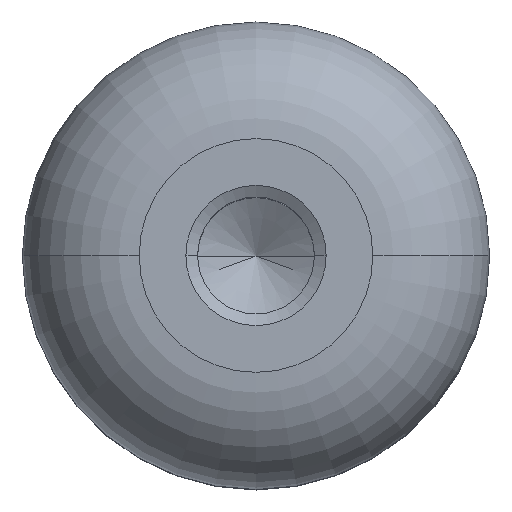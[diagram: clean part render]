
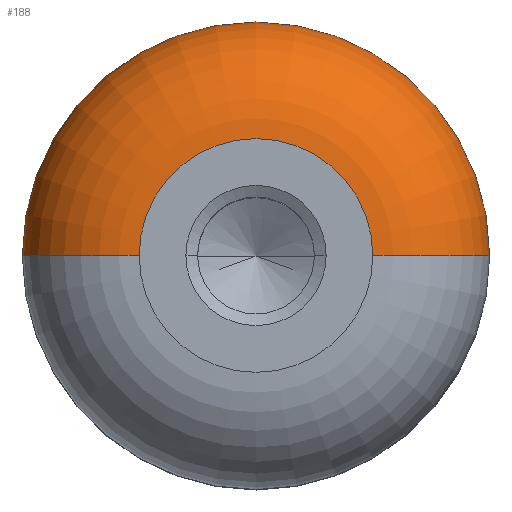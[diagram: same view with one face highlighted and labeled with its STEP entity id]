
A CAD part, top view. The second image highlights one B-rep face of the part: STEP entity #188.
In plain terms, the highlighted toroidal (fillet/blend) face has major radius 2.5 mm and minor radius 2.5 mm.
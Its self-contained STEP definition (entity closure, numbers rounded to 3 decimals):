
#168=EDGE_CURVE('',#250,#290,#416,.T.);
#174=EDGE_CURVE('',#250,#202,#422,.T.);
#188=ADVANCED_FACE('',(#439),#440,.T.);
#202=VERTEX_POINT('',#457);
#246=EDGE_CURVE('',#202,#350,#506,.T.);
#250=VERTEX_POINT('',#511);
#290=VERTEX_POINT('',#554);
#336=EDGE_CURVE('',#350,#290,#605,.T.);
#350=VERTEX_POINT('',#621);
#416=CIRCLE('',#691,2.5);
#422=CIRCLE('',#700,2.5);
#439=FACE_OUTER_BOUND('',#718,.T.);
#440=TOROIDAL_SURFACE('',#719,2.5,2.5);
#457=CARTESIAN_POINT('',(5.0,0.,7.5));
#506=CIRCLE('',#799,5.0);
#511=CARTESIAN_POINT('',(2.5,0.,10.0));
#554=CARTESIAN_POINT('',(-2.5,0.,10.0));
#605=CIRCLE('',#935,2.5);
#621=CARTESIAN_POINT('',(-5.0,0.,7.5));
#691=AXIS2_PLACEMENT_3D('',#1023,#1024,#1025);
#700=AXIS2_PLACEMENT_3D('',#1027,#1028,#1029);
#718=EDGE_LOOP('',(#1056,#1057,#1058,#1059));
#719=AXIS2_PLACEMENT_3D('',#1060,#1061,#1062);
#799=AXIS2_PLACEMENT_3D('',#1153,#1154,#1155);
#935=AXIS2_PLACEMENT_3D('',#1272,#1273,#1274);
#1023=CARTESIAN_POINT('',(0.0,0.,10.0));
#1024=DIRECTION('',(0.0,0.0,1.0));
#1025=DIRECTION('',(-1.0,0.,0.0));
#1027=CARTESIAN_POINT('',(2.5,0.,7.5));
#1028=DIRECTION('',(0.,1.0,0.0));
#1029=DIRECTION('',(1.0,0.,0.0));
#1056=ORIENTED_EDGE('',*,*,#336,.T.);
#1057=ORIENTED_EDGE('',*,*,#168,.F.);
#1058=ORIENTED_EDGE('',*,*,#174,.T.);
#1059=ORIENTED_EDGE('',*,*,#246,.T.);
#1060=CARTESIAN_POINT('',(0.0,0.,7.5));
#1061=DIRECTION('',(0.0,0.0,1.0));
#1062=DIRECTION('',(-1.0,0.,0.0));
#1153=CARTESIAN_POINT('',(0.0,0.,7.5));
#1154=DIRECTION('',(0.0,0.0,1.0));
#1155=DIRECTION('',(-1.0,0.,0.0));
#1272=CARTESIAN_POINT('',(-2.5,0.,7.5));
#1273=DIRECTION('',(0.,1.0,-0.0));
#1274=DIRECTION('',(-1.0,0.,0.0));
